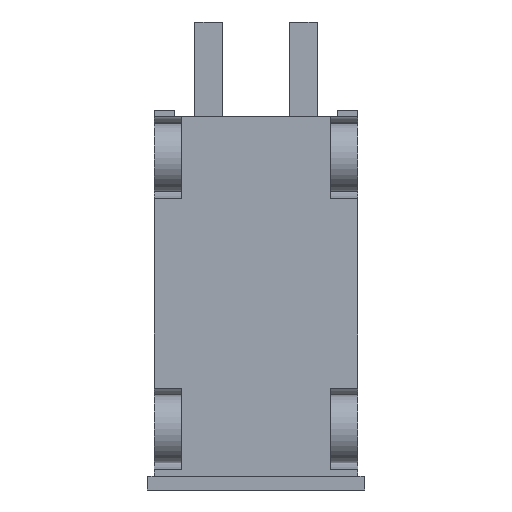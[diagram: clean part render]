
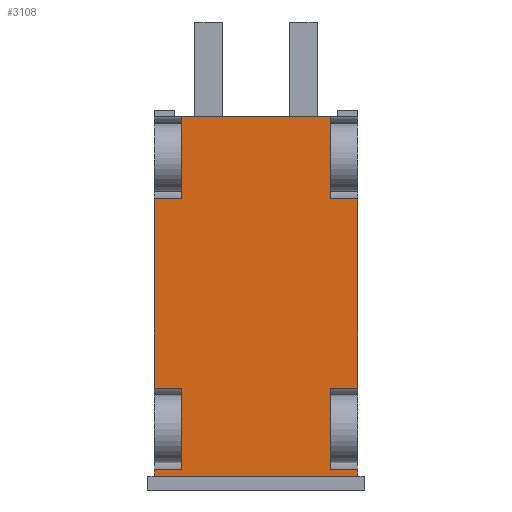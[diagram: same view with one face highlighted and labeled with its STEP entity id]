
A CAD part, front view. The second image highlights one B-rep face of the part: STEP entity #3108.
In plain terms, the highlighted planar face has unit normal (0, -1, 0).
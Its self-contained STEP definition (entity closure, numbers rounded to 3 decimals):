
#256=FACE_OUTER_BOUND('',#433,.T.);
#433=EDGE_LOOP('',(#2164,#2165,#2166,#2167,#2168,#2169,#2170,#2171,#2172,
#2173,#2174,#2175,#2176,#2177,#2178,#2179));
#625=LINE('',#4521,#1014);
#626=LINE('',#4525,#1015);
#650=LINE('',#4577,#1039);
#651=LINE('',#4582,#1040);
#652=LINE('',#4583,#1041);
#653=LINE('',#4588,#1042);
#654=LINE('',#4591,#1043);
#656=LINE('',#4597,#1045);
#657=LINE('',#4599,#1046);
#658=LINE('',#4600,#1047);
#659=LINE('',#4602,#1048);
#660=LINE('',#4604,#1049);
#661=LINE('',#4605,#1050);
#662=LINE('',#4607,#1051);
#663=LINE('',#4608,#1052);
#664=LINE('',#4609,#1053);
#1014=VECTOR('',#3645,10.);
#1015=VECTOR('',#3648,200.);
#1039=VECTOR('',#3682,200.);
#1040=VECTOR('',#3687,200.);
#1041=VECTOR('',#3688,200.);
#1042=VECTOR('',#3693,200.);
#1043=VECTOR('',#3696,200.);
#1045=VECTOR('',#3702,10.);
#1046=VECTOR('',#3703,200.);
#1047=VECTOR('',#3704,200.);
#1048=VECTOR('',#3705,200.);
#1049=VECTOR('',#3706,200.);
#1050=VECTOR('',#3707,200.);
#1051=VECTOR('',#3708,10.);
#1052=VECTOR('',#3709,10.);
#1053=VECTOR('',#3710,200.);
#1396=VERTEX_POINT('',#4518);
#1397=VERTEX_POINT('',#4520);
#1398=VERTEX_POINT('',#4522);
#1399=VERTEX_POINT('',#4524);
#1421=VERTEX_POINT('',#4574);
#1422=VERTEX_POINT('',#4575);
#1423=VERTEX_POINT('',#4579);
#1424=VERTEX_POINT('',#4580);
#1425=VERTEX_POINT('',#4585);
#1426=VERTEX_POINT('',#4586);
#1427=VERTEX_POINT('',#4590);
#1429=VERTEX_POINT('',#4596);
#1430=VERTEX_POINT('',#4598);
#1431=VERTEX_POINT('',#4601);
#1432=VERTEX_POINT('',#4603);
#1433=VERTEX_POINT('',#4606);
#1677=EDGE_CURVE('',#1397,#1396,#625,.T.);
#1679=EDGE_CURVE('',#1398,#1399,#626,.T.);
#1705=EDGE_CURVE('',#1421,#1422,#650,.T.);
#1707=EDGE_CURVE('',#1422,#1424,#651,.T.);
#1708=EDGE_CURVE('',#1423,#1421,#652,.T.);
#1710=EDGE_CURVE('',#1425,#1426,#653,.T.);
#1711=EDGE_CURVE('',#1427,#1425,#654,.T.);
#1714=EDGE_CURVE('',#1429,#1426,#656,.T.);
#1715=EDGE_CURVE('',#1429,#1430,#657,.T.);
#1716=EDGE_CURVE('',#1430,#1399,#658,.T.);
#1717=EDGE_CURVE('',#1398,#1431,#659,.T.);
#1718=EDGE_CURVE('',#1431,#1432,#660,.T.);
#1719=EDGE_CURVE('',#1432,#1397,#661,.T.);
#1720=EDGE_CURVE('',#1396,#1433,#662,.T.);
#1721=EDGE_CURVE('',#1433,#1423,#663,.T.);
#1722=EDGE_CURVE('',#1427,#1424,#664,.T.);
#2164=ORIENTED_EDGE('',*,*,#1714,.F.);
#2165=ORIENTED_EDGE('',*,*,#1715,.T.);
#2166=ORIENTED_EDGE('',*,*,#1716,.T.);
#2167=ORIENTED_EDGE('',*,*,#1679,.F.);
#2168=ORIENTED_EDGE('',*,*,#1717,.T.);
#2169=ORIENTED_EDGE('',*,*,#1718,.T.);
#2170=ORIENTED_EDGE('',*,*,#1719,.T.);
#2171=ORIENTED_EDGE('',*,*,#1677,.T.);
#2172=ORIENTED_EDGE('',*,*,#1720,.T.);
#2173=ORIENTED_EDGE('',*,*,#1721,.T.);
#2174=ORIENTED_EDGE('',*,*,#1708,.T.);
#2175=ORIENTED_EDGE('',*,*,#1705,.T.);
#2176=ORIENTED_EDGE('',*,*,#1707,.T.);
#2177=ORIENTED_EDGE('',*,*,#1722,.F.);
#2178=ORIENTED_EDGE('',*,*,#1711,.T.);
#2179=ORIENTED_EDGE('',*,*,#1710,.T.);
#2950=PLANE('',#3379);
#3108=ADVANCED_FACE('',(#256),#2950,.T.);
#3379=AXIS2_PLACEMENT_3D('',#4595,#3700,#3701);
#3645=DIRECTION('',(0.,0.,-1.));
#3648=DIRECTION('',(0.,0.,1.));
#3682=DIRECTION('',(0.,0.,1.));
#3687=DIRECTION('',(1.,0.,0.));
#3688=DIRECTION('',(-1.,0.,0.));
#3693=DIRECTION('',(0.,0.,1.));
#3696=DIRECTION('',(-1.,0.,0.));
#3700=DIRECTION('center_axis',(0.,-1.,0.));
#3701=DIRECTION('ref_axis',(0.,0.,1.));
#3702=DIRECTION('',(1.,0.,0.));
#3703=DIRECTION('',(0.,0.,-1.));
#3704=DIRECTION('',(-1.,0.,0.));
#3705=DIRECTION('',(1.,0.,0.));
#3706=DIRECTION('',(0.,0.,-1.));
#3707=DIRECTION('',(-1.,0.,0.));
#3708=DIRECTION('',(1.,0.,0.));
#3709=DIRECTION('',(0.,0.,1.));
#3710=DIRECTION('',(0.,0.,-1.));
#4518=CARTESIAN_POINT('',(-300.,0.,-589.999));
#4520=CARTESIAN_POINT('',(-300.,0.,-569.999));
#4521=CARTESIAN_POINT('',(-300.,0.,-294.999));
#4522=CARTESIAN_POINT('',(-300.,0.,-329.999));
#4524=CARTESIAN_POINT('',(-300.,0.,230.001));
#4525=CARTESIAN_POINT('',(-300.,0.,750.001));
#4574=CARTESIAN_POINT('',(220.,0.,-569.999));
#4575=CARTESIAN_POINT('',(220.,0.,-329.999));
#4577=CARTESIAN_POINT('',(220.,0.,-550.));
#4579=CARTESIAN_POINT('',(300.,0.,-569.999));
#4580=CARTESIAN_POINT('',(300.,0.,-329.999));
#4582=CARTESIAN_POINT('',(300.,0.,-329.999));
#4583=CARTESIAN_POINT('',(300.,0.,-569.999));
#4585=CARTESIAN_POINT('',(220.,0.,230.001));
#4586=CARTESIAN_POINT('',(220.,0.,470.001));
#4588=CARTESIAN_POINT('',(220.,0.,-150.));
#4590=CARTESIAN_POINT('',(300.,0.,230.001));
#4591=CARTESIAN_POINT('',(300.,0.,230.001));
#4595=CARTESIAN_POINT('Origin',(300.,0.,-750.001));
#4596=CARTESIAN_POINT('',(-220.,0.,470.001));
#4597=CARTESIAN_POINT('',(150.,0.,470.001));
#4598=CARTESIAN_POINT('',(-220.,0.,230.001));
#4599=CARTESIAN_POINT('',(-220.,0.,-200.));
#4600=CARTESIAN_POINT('',(0.,0.,230.001));
#4601=CARTESIAN_POINT('',(-220.,0.,-329.999));
#4602=CARTESIAN_POINT('',(0.,0.,-329.999));
#4603=CARTESIAN_POINT('',(-220.,0.,-569.999));
#4604=CARTESIAN_POINT('',(-220.,0.,-600.));
#4605=CARTESIAN_POINT('',(0.,0.,-569.999));
#4606=CARTESIAN_POINT('',(300.,0.,-589.999));
#4607=CARTESIAN_POINT('',(300.,0.,-589.999));
#4608=CARTESIAN_POINT('',(300.,0.,-294.999));
#4609=CARTESIAN_POINT('',(300.,0.,750.001));
